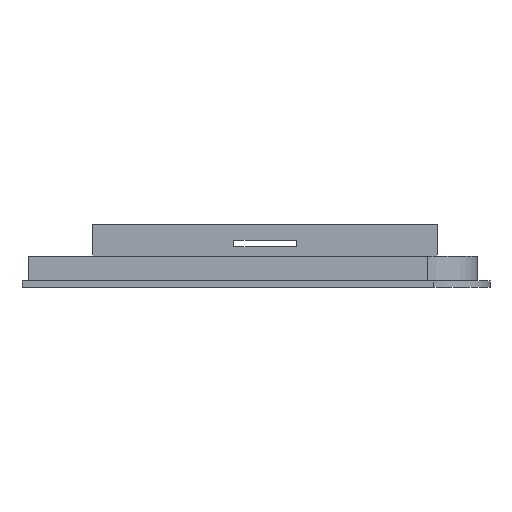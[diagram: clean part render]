
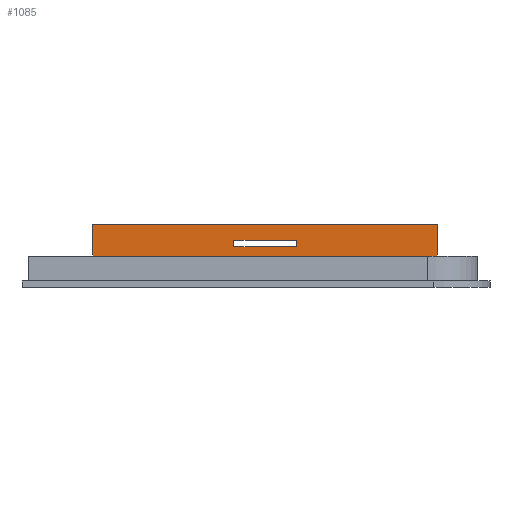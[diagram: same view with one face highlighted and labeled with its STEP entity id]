
A CAD part, left-side view. The second image highlights one B-rep face of the part: STEP entity #1085.
In plain terms, the highlighted planar face has unit normal (-1, 0, 0).
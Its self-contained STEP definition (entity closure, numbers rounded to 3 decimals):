
#22=FACE_BOUND('',#159,.T.);
#47=PLANE('',#1173);
#100=FACE_OUTER_BOUND('',#158,.T.);
#158=EDGE_LOOP('',(#846,#847,#848,#849));
#159=EDGE_LOOP('',(#850,#851,#852,#853));
#226=LINE('',#1613,#350);
#233=LINE('',#1627,#357);
#241=LINE('',#1642,#365);
#244=LINE('',#1647,#368);
#252=LINE('',#1663,#376);
#253=LINE('',#1666,#377);
#254=LINE('',#1668,#378);
#255=LINE('',#1669,#379);
#350=VECTOR('',#1311,10.);
#357=VECTOR('',#1322,10.);
#365=VECTOR('',#1336,10.);
#368=VECTOR('',#1341,10.);
#376=VECTOR('',#1353,10.);
#377=VECTOR('',#1356,10.);
#378=VECTOR('',#1357,10.);
#379=VECTOR('',#1358,10.);
#510=VERTEX_POINT('',#1611);
#511=VERTEX_POINT('',#1612);
#516=VERTEX_POINT('',#1626);
#520=VERTEX_POINT('',#1641);
#526=VERTEX_POINT('',#1659);
#527=VERTEX_POINT('',#1661);
#528=VERTEX_POINT('',#1665);
#529=VERTEX_POINT('',#1667);
#626=EDGE_CURVE('',#510,#511,#226,.T.);
#633=EDGE_CURVE('',#511,#516,#233,.T.);
#641=EDGE_CURVE('',#516,#520,#241,.T.);
#644=EDGE_CURVE('',#520,#510,#244,.T.);
#652=EDGE_CURVE('',#526,#527,#252,.T.);
#653=EDGE_CURVE('',#526,#528,#253,.T.);
#654=EDGE_CURVE('',#529,#527,#254,.T.);
#655=EDGE_CURVE('',#528,#529,#255,.T.);
#846=ORIENTED_EDGE('',*,*,#653,.F.);
#847=ORIENTED_EDGE('',*,*,#652,.T.);
#848=ORIENTED_EDGE('',*,*,#654,.F.);
#849=ORIENTED_EDGE('',*,*,#655,.F.);
#850=ORIENTED_EDGE('',*,*,#641,.T.);
#851=ORIENTED_EDGE('',*,*,#644,.T.);
#852=ORIENTED_EDGE('',*,*,#626,.T.);
#853=ORIENTED_EDGE('',*,*,#633,.T.);
#1085=ADVANCED_FACE('',(#100,#22),#47,.T.);
#1173=AXIS2_PLACEMENT_3D('',#1664,#1354,#1355);
#1311=DIRECTION('',(0.,0.,-1.));
#1322=DIRECTION('',(0.,1.,0.));
#1336=DIRECTION('',(0.,0.,1.));
#1341=DIRECTION('',(0.,-1.,0.));
#1353=DIRECTION('',(0.,0.,1.));
#1354=DIRECTION('center_axis',(-1.,0.,0.));
#1355=DIRECTION('ref_axis',(0.,-1.,0.));
#1356=DIRECTION('',(0.,1.,0.));
#1357=DIRECTION('',(0.,-1.,0.));
#1358=DIRECTION('',(0.,0.,1.));
#1611=CARTESIAN_POINT('',(4.927,62.074,15.));
#1612=CARTESIAN_POINT('',(4.927,62.074,13.));
#1613=CARTESIAN_POINT('',(4.927,62.074,11.5));
#1626=CARTESIAN_POINT('',(4.927,82.074,13.));
#1627=CARTESIAN_POINT('',(4.927,104.674,13.));
#1641=CARTESIAN_POINT('',(4.927,82.074,15.));
#1642=CARTESIAN_POINT('',(4.927,82.074,12.5));
#1647=CARTESIAN_POINT('',(4.927,94.674,15.));
#1659=CARTESIAN_POINT('',(4.927,16.874,10.));
#1661=CARTESIAN_POINT('',(4.927,16.874,20.));
#1663=CARTESIAN_POINT('',(4.927,16.874,10.));
#1664=CARTESIAN_POINT('Origin',(4.927,127.274,10.));
#1665=CARTESIAN_POINT('',(4.927,127.274,10.));
#1666=CARTESIAN_POINT('',(4.927,101.637,10.));
#1667=CARTESIAN_POINT('',(4.927,127.274,20.));
#1668=CARTESIAN_POINT('',(4.927,16.874,20.));
#1669=CARTESIAN_POINT('',(4.927,127.274,10.));
